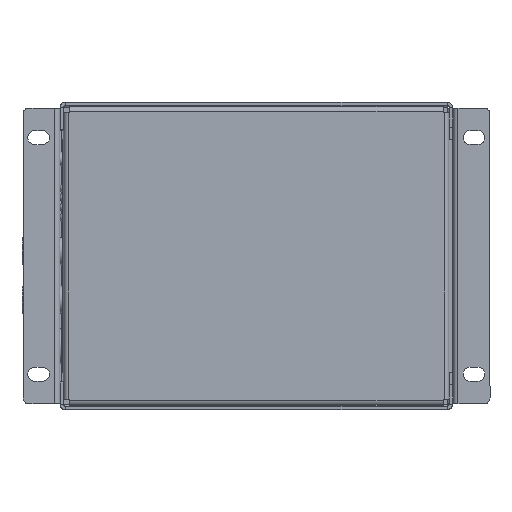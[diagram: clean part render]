
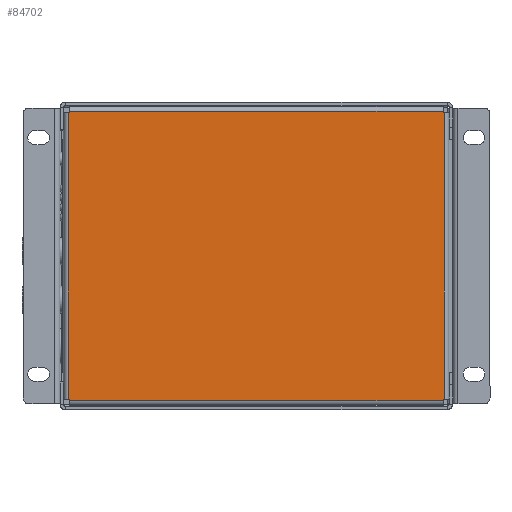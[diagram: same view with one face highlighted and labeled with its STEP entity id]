
A CAD part, top view. The second image highlights one B-rep face of the part: STEP entity #84702.
In plain terms, the highlighted face is planar.
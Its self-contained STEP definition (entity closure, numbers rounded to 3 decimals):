
#2007 = EDGE_CURVE ( 'NONE', #16564, #16533, #43919, .T. ) ;
#2010 = EDGE_CURVE ( 'NONE', #16528, #16533, #43922, .T. ) ;
#2014 = EDGE_CURVE ( 'NONE', #16528, #16531, #43927, .T. ) ;
#2018 = EDGE_CURVE ( 'NONE', #16530, #16531, #43932, .T. ) ;
#2021 = EDGE_CURVE ( 'NONE', #16529, #16530, #43935, .T. ) ;
#2024 = EDGE_CURVE ( 'NONE', #16508, #16529, #43936, .T. ) ;
#2027 = EDGE_CURVE ( 'NONE', #16508, #16527, #43945, .T. ) ;
#2030 = EDGE_CURVE ( 'NONE', #16506, #16527, #43948, .T. ) ;
#2032 = EDGE_CURVE ( 'NONE', #16506, #16525, #43949, .T. ) ;
#2036 = EDGE_CURVE ( 'NONE', #16524, #16525, #43958, .T. ) ;
#2038 = EDGE_CURVE ( 'NONE', #16505, #16524, #43961, .T. ) ;
#2041 = EDGE_CURVE ( 'NONE', #16564, #16505, #43962, .T. ) ;
#2888 = ORIENTED_EDGE ( 'NONE', *, *, #2010, .T. ) ;
#2890 = ORIENTED_EDGE ( 'NONE', *, *, #2014, .F. ) ;
#2896 = ORIENTED_EDGE ( 'NONE', *, *, #2007, .F. ) ;
#8602 = EDGE_LOOP ( 'NONE', ( #12842, #12966, #12898, #12889, #12844, #12851, #12839, #12853, #12843, #2890, #2888, #2896 ) ) ;
#12839 = ORIENTED_EDGE ( 'NONE', *, *, #2024, .T. ) ;
#12842 = ORIENTED_EDGE ( 'NONE', *, *, #2041, .T. ) ;
#12843 = ORIENTED_EDGE ( 'NONE', *, *, #2018, .T. ) ;
#12844 = ORIENTED_EDGE ( 'NONE', *, *, #2030, .T. ) ;
#12851 = ORIENTED_EDGE ( 'NONE', *, *, #2027, .F. ) ;
#12853 = ORIENTED_EDGE ( 'NONE', *, *, #2021, .T. ) ;
#12889 = ORIENTED_EDGE ( 'NONE', *, *, #2032, .F. ) ;
#12898 = ORIENTED_EDGE ( 'NONE', *, *, #2036, .T. ) ;
#12966 = ORIENTED_EDGE ( 'NONE', *, *, #2038, .T. ) ;
#16505 = VERTEX_POINT ( 'NONE', #52130 ) ;
#16506 = VERTEX_POINT ( 'NONE', #52131 ) ;
#16508 = VERTEX_POINT ( 'NONE', #52133 ) ;
#16524 = VERTEX_POINT ( 'NONE', #52149 ) ;
#16525 = VERTEX_POINT ( 'NONE', #52150 ) ;
#16527 = VERTEX_POINT ( 'NONE', #52152 ) ;
#16528 = VERTEX_POINT ( 'NONE', #52153 ) ;
#16529 = VERTEX_POINT ( 'NONE', #52154 ) ;
#16530 = VERTEX_POINT ( 'NONE', #52155 ) ;
#16531 = VERTEX_POINT ( 'NONE', #52156 ) ;
#16533 = VERTEX_POINT ( 'NONE', #52158 ) ;
#16564 = VERTEX_POINT ( 'NONE', #52189 ) ;
#41638 = VECTOR ( 'NONE', #43931, 1000. ) ;
#41650 = VECTOR ( 'NONE', #43926, 1000. ) ;
#41651 = VECTOR ( 'NONE', #43921, 1000. ) ;
#41653 = VECTOR ( 'NONE', #43939, 1000. ) ;
#41654 = VECTOR ( 'NONE', #43934, 1000. ) ;
#41655 = VECTOR ( 'NONE', #43944, 1000. ) ;
#41656 = VECTOR ( 'NONE', #43952, 1000. ) ;
#41657 = VECTOR ( 'NONE', #43947, 1000. ) ;
#41658 = VECTOR ( 'NONE', #43957, 1000. ) ;
#41659 = VECTOR ( 'NONE', #43965, 1000. ) ;
#41660 = VECTOR ( 'NONE', #43960, 1000. ) ;
#41661 = VECTOR ( 'NONE', #43970, 1000. ) ;
#43910 = CARTESIAN_POINT ( 'NONE',  ( 48.959, 37.592, 0. ) ) ;
#43919 = LINE ( 'NONE', #43910, #41651 ) ;
#43921 = DIRECTION ( 'NONE',  ( 0., 1., 0. ) ) ;
#43922 = LINE ( 'NONE', #43925, #41650 ) ;
#43923 = CARTESIAN_POINT ( 'NONE',  ( 48.959, 37.492, 0. ) ) ;
#43925 = CARTESIAN_POINT ( 'NONE',  ( -48.959, 37.864, 0. ) ) ;
#43926 = DIRECTION ( 'NONE',  ( 1., 0., 0. ) ) ;
#43927 = LINE ( 'NONE', #43930, #41638 ) ;
#43930 = CARTESIAN_POINT ( 'NONE',  ( -48.959, 37.592, 0. ) ) ;
#43931 = DIRECTION ( 'NONE',  ( 0., -1., 0. ) ) ;
#43932 = LINE ( 'NONE', #43923, #41654 ) ;
#43934 = DIRECTION ( 'NONE',  ( 1., 0., 0. ) ) ;
#43935 = LINE ( 'NONE', #43938, #41653 ) ;
#43936 = LINE ( 'NONE', #43943, #41655 ) ;
#43938 = CARTESIAN_POINT ( 'NONE',  ( -49.23, -37.592, 0. ) ) ;
#43939 = DIRECTION ( 'NONE',  ( 0., 1., 0. ) ) ;
#43940 = CARTESIAN_POINT ( 'NONE',  ( -48.959, -37.592, 0. ) ) ;
#43943 = CARTESIAN_POINT ( 'NONE',  ( 48.959, -37.492, 0. ) ) ;
#43944 = DIRECTION ( 'NONE',  ( -1., 0., 0. ) ) ;
#43945 = LINE ( 'NONE', #43940, #41657 ) ;
#43947 = DIRECTION ( 'NONE',  ( 0., -1., 0. ) ) ;
#43948 = LINE ( 'NONE', #43951, #41656 ) ;
#43949 = LINE ( 'NONE', #43956, #41658 ) ;
#43951 = CARTESIAN_POINT ( 'NONE',  ( 48.959, -37.864, 0. ) ) ;
#43952 = DIRECTION ( 'NONE',  ( -1., 0., 0. ) ) ;
#43953 = CARTESIAN_POINT ( 'NONE',  ( 48.959, -37.492, 0. ) ) ;
#43956 = CARTESIAN_POINT ( 'NONE',  ( 48.959, -37.592, 0. ) ) ;
#43957 = DIRECTION ( 'NONE',  ( 0., 1., 0. ) ) ;
#43958 = LINE ( 'NONE', #43953, #41660 ) ;
#43960 = DIRECTION ( 'NONE',  ( -1., 0., 0. ) ) ;
#43961 = LINE ( 'NONE', #43964, #41659 ) ;
#43962 = LINE ( 'NONE', #43969, #41661 ) ;
#43964 = CARTESIAN_POINT ( 'NONE',  ( 49.23, 37.592, 0. ) ) ;
#43965 = DIRECTION ( 'NONE',  ( 0., -1., 0. ) ) ;
#43969 = CARTESIAN_POINT ( 'NONE',  ( 48.959, 37.492, 0. ) ) ;
#43970 = DIRECTION ( 'NONE',  ( 1., 0., 0. ) ) ;
#52130 = CARTESIAN_POINT ( 'NONE',  ( 49.23, 37.492, 0. ) ) ;
#52131 = CARTESIAN_POINT ( 'NONE',  ( 48.959, -37.864, 0. ) ) ;
#52133 = CARTESIAN_POINT ( 'NONE',  ( -48.959, -37.492, 0. ) ) ;
#52149 = CARTESIAN_POINT ( 'NONE',  ( 49.23, -37.492, 0. ) ) ;
#52150 = CARTESIAN_POINT ( 'NONE',  ( 48.959, -37.492, 0. ) ) ;
#52152 = CARTESIAN_POINT ( 'NONE',  ( -48.959, -37.864, 0. ) ) ;
#52153 = CARTESIAN_POINT ( 'NONE',  ( -48.959, 37.864, 0. ) ) ;
#52154 = CARTESIAN_POINT ( 'NONE',  ( -49.23, -37.492, 0. ) ) ;
#52155 = CARTESIAN_POINT ( 'NONE',  ( -49.23, 37.492, 0. ) ) ;
#52156 = CARTESIAN_POINT ( 'NONE',  ( -48.959, 37.492, 0. ) ) ;
#52158 = CARTESIAN_POINT ( 'NONE',  ( 48.959, 37.864, 0. ) ) ;
#52189 = CARTESIAN_POINT ( 'NONE',  ( 48.959, 37.492, 0. ) ) ;
#70890 = AXIS2_PLACEMENT_3D ( 'NONE', #72505, #72511, #72512 ) ;
#72503 = PLANE ( 'NONE',  #70890 ) ;
#72505 = CARTESIAN_POINT ( 'NONE',  ( 48.959, 37.592, 0. ) ) ;
#72509 = FACE_OUTER_BOUND ( 'NONE', #8602, .T. ) ;
#72511 = DIRECTION ( 'NONE',  ( 0., 0., -1. ) ) ;
#72512 = DIRECTION ( 'NONE',  ( -1., 0., 0. ) ) ;
#84702 = ADVANCED_FACE ( 'NONE', ( #72509 ), #72503, .T. ) ;
